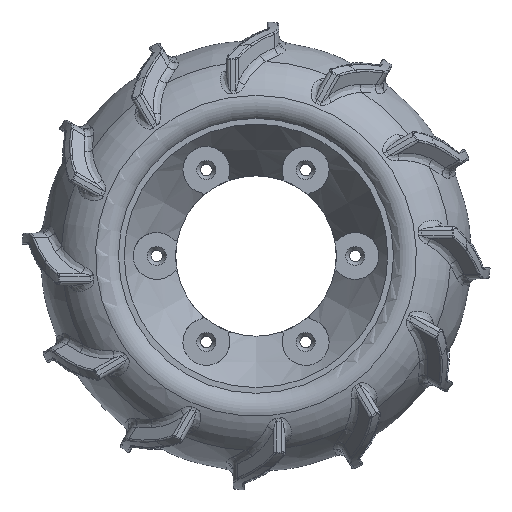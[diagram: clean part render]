
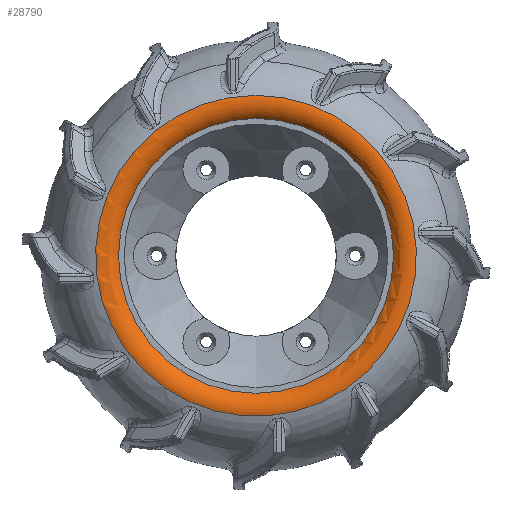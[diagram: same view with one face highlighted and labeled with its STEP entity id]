
A CAD part, top view. The second image highlights one B-rep face of the part: STEP entity #28790.
In plain terms, the highlighted toroidal (fillet/blend) face has major radius 40.308 mm and minor radius 5.187 mm.
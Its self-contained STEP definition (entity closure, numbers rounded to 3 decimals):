
#15124=CARTESIAN_POINT('',(0.0,42.008,52.0));
#15125=VERTEX_POINT('',#15124);
#15126=CARTESIAN_POINT('',(0.0,0.0,52.0));
#15127=DIRECTION('',(0.0,0.0,-1.0));
#15128=DIRECTION('',(0.0,1.0,0.0));
#15129=AXIS2_PLACEMENT_3D('',#15126,#15127,#15128);
#15130=CIRCLE('',#15129,42.008);
#15131=EDGE_CURVE('',#15125,#15125,#15130,.T.);
#28764=CARTESIAN_POINT('',(0.0,36.008,50.0));
#28765=VERTEX_POINT('',#28764);
#28766=CARTESIAN_POINT('',(0.0,0.0,50.0));
#28767=DIRECTION('',(0.0,0.0,-1.0));
#28768=DIRECTION('',(0.0,1.0,0.0));
#28769=AXIS2_PLACEMENT_3D('',#28766,#28767,#28768);
#28770=CIRCLE('',#28769,36.008);
#28771=EDGE_CURVE('',#28765,#28765,#28770,.T.);
#28779=CARTESIAN_POINT('',(0.0,0.0,47.099));
#28780=DIRECTION('',(0.0,0.0,-1.0));
#28781=DIRECTION('',(-1.0,0.0,0.0));
#28782=AXIS2_PLACEMENT_3D('',#28779,#28780,#28781);
#28783=TOROIDAL_SURFACE('',#28782,40.308,5.187);
#28784=ORIENTED_EDGE('',*,*,#15131,.F.);
#28785=EDGE_LOOP('',(#28784));
#28786=FACE_OUTER_BOUND('',#28785,.T.);
#28787=ORIENTED_EDGE('',*,*,#28771,.T.);
#28788=EDGE_LOOP('',(#28787));
#28789=FACE_BOUND('',#28788,.T.);
#28790=ADVANCED_FACE('',(#28786,#28789),#28783,.T.);
